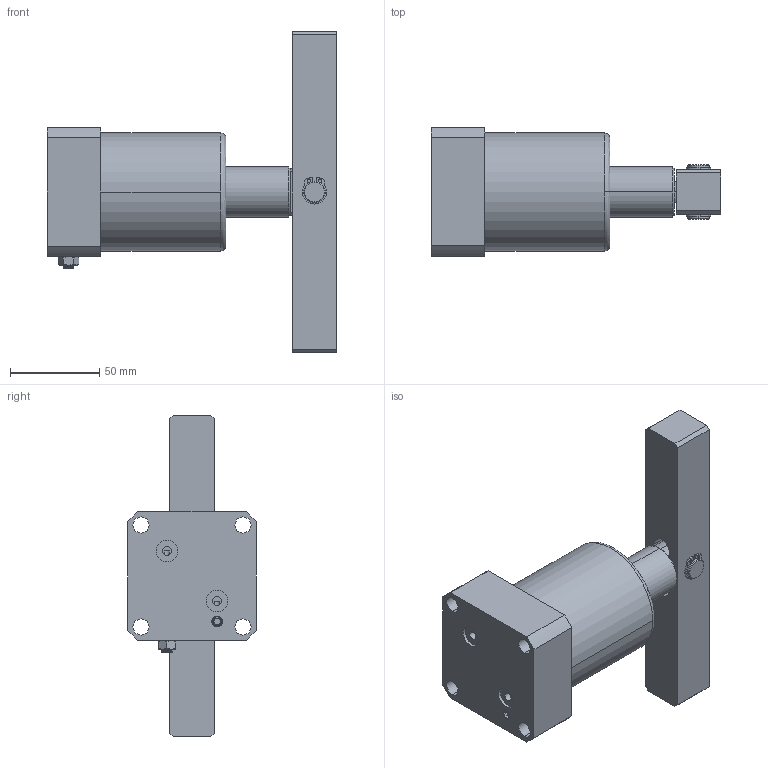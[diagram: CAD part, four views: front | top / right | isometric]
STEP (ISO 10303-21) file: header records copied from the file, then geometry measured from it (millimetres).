
FILE_DESCRIPTION (( 'STEP AP203' ), '1' );
FILE_NAME ('chs-mf50d_asm.STEP', '2019-04-24T12:19:40', ( '' ), ( '' ), 'SwSTEP 2.0', 'SolidWorks 2017', '' );
FILE_SCHEMA (( 'CONFIG_CONTROL_DESIGN' ));
Length unit declared in the file: millimetre
Products named in the file (12): M6LM_1; PRT0001_1; chs-mf50d_asm; CHS-50DYB_5; M6_2; PRT0006_1; 轴用挡圈; PRT0003_1; CHS-MF50BT_1; 种; PRT0002_1; CHS-50DHSG_4
Assembly tree (12 placements, depth 2):
  chs-mf50d_asm
    CHS-MF50BT_1
    CHS-50DHSG_4
    M6_2
    PRT0002_1
    M6LM_1
    PRT0003_1
    PRT0001_1
    PRT0006_1
    CHS-50DYB_5
    轴用挡圈  x2
    种
Bounding box: 162 x 72 x 180 mm (x, y, z)
Volume: 467294.8 mm3; surface area: 90366.7 mm2
Topology: 12 solids, 12 shells, 385 faces, 1102 edges, 762 vertices
Faces by surface type: cylinder 218, plane 104, bspline 45, cone 18
Entity records: 27948 total; most frequent: CARTESIAN_POINT 17876, ORIENTED_EDGE 2066, DIRECTION 1486, EDGE_CURVE 1033, VERTEX_POINT 718, AXIS2_PLACEMENT_3D 577, B_SPLINE_CURVE_WITH_KNOTS 428, EDGE_LOOP 419
